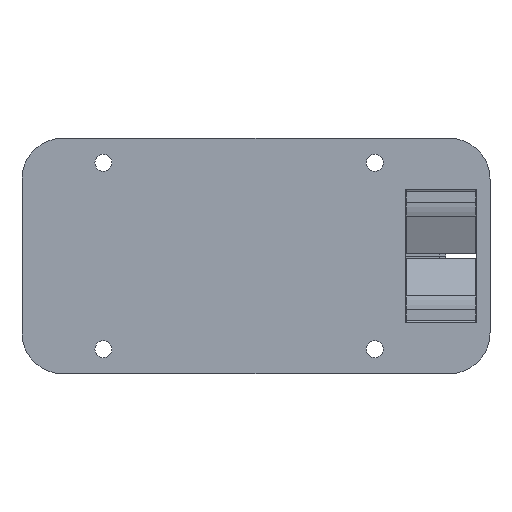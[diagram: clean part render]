
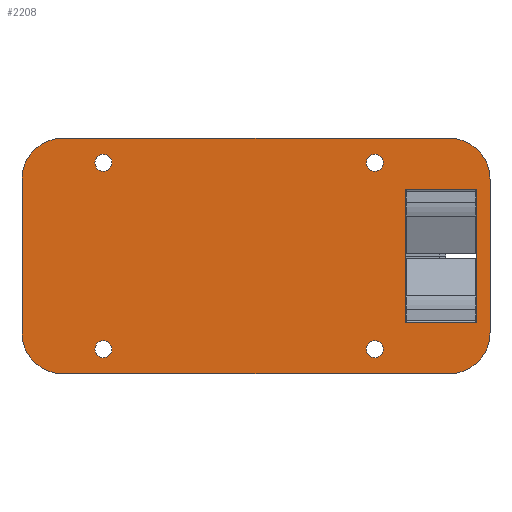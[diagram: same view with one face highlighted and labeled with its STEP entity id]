
A CAD part, front view. The second image highlights one B-rep face of the part: STEP entity #2208.
In plain terms, the highlighted planar face has unit normal (0, -1, 0).
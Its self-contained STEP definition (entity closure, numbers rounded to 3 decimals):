
#19=FACE_BOUND('',#336,.T.);
#20=FACE_BOUND('',#337,.T.);
#21=FACE_BOUND('',#338,.T.);
#22=FACE_BOUND('',#339,.T.);
#23=FACE_BOUND('',#340,.T.);
#120=PLANE('',#2366);
#219=FACE_OUTER_BOUND('',#335,.T.);
#335=EDGE_LOOP('',(#1917,#1918,#1919,#1920,#1921,#1922,#1923,#1924));
#336=EDGE_LOOP('',(#1925,#1926,#1927,#1928,#1929,#1930,#1931,#1932));
#337=EDGE_LOOP('',(#1933));
#338=EDGE_LOOP('',(#1934));
#339=EDGE_LOOP('',(#1935));
#340=EDGE_LOOP('',(#1936));
#429=LINE('',#3457,#675);
#436=LINE('',#3472,#682);
#458=LINE('',#3530,#704);
#475=LINE('',#3566,#721);
#476=LINE('',#3568,#722);
#548=LINE('',#3729,#794);
#549=LINE('',#3732,#795);
#551=LINE('',#3735,#797);
#558=LINE('',#3763,#804);
#569=LINE('',#3802,#815);
#570=LINE('',#3804,#816);
#571=LINE('',#3807,#817);
#675=VECTOR('',#2530,10.);
#682=VECTOR('',#2539,10.);
#704=VECTOR('',#2581,10.);
#721=VECTOR('',#2620,10.);
#722=VECTOR('',#2623,10.);
#794=VECTOR('',#2789,10.);
#795=VECTOR('',#2792,10.);
#797=VECTOR('',#2796,10.);
#804=VECTOR('',#2821,10.);
#815=VECTOR('',#2858,10.);
#816=VECTOR('',#2859,10.);
#817=VECTOR('',#2862,10.);
#897=CIRCLE('',#2346,12.);
#903=CIRCLE('',#2358,12.);
#907=CIRCLE('',#2365,12.);
#908=CIRCLE('',#2367,12.);
#909=CIRCLE('',#2368,2.5);
#910=CIRCLE('',#2369,2.5);
#911=CIRCLE('',#2370,2.5);
#912=CIRCLE('',#2371,2.5);
#1006=VERTEX_POINT('',#3454);
#1007=VERTEX_POINT('',#3456);
#1013=VERTEX_POINT('',#3469);
#1014=VERTEX_POINT('',#3471);
#1038=VERTEX_POINT('',#3526);
#1040=VERTEX_POINT('',#3529);
#1048=VERTEX_POINT('',#3564);
#1091=VERTEX_POINT('',#3731);
#1092=VERTEX_POINT('',#3737);
#1093=VERTEX_POINT('',#3738);
#1103=VERTEX_POINT('',#3762);
#1110=VERTEX_POINT('',#3778);
#1117=VERTEX_POINT('',#3796);
#1118=VERTEX_POINT('',#3797);
#1119=VERTEX_POINT('',#3803);
#1120=VERTEX_POINT('',#3805);
#1121=VERTEX_POINT('',#3808);
#1122=VERTEX_POINT('',#3810);
#1123=VERTEX_POINT('',#3812);
#1124=VERTEX_POINT('',#3814);
#1234=EDGE_CURVE('',#1007,#1006,#429,.T.);
#1241=EDGE_CURVE('',#1014,#1013,#436,.T.);
#1268=EDGE_CURVE('',#1040,#1038,#458,.T.);
#1287=EDGE_CURVE('',#1006,#1048,#475,.T.);
#1288=EDGE_CURVE('',#1038,#1014,#476,.T.);
#1372=EDGE_CURVE('',#1013,#1007,#548,.T.);
#1373=EDGE_CURVE('',#1091,#1040,#549,.T.);
#1375=EDGE_CURVE('',#1048,#1091,#551,.T.);
#1376=EDGE_CURVE('',#1092,#1093,#897,.T.);
#1388=EDGE_CURVE('',#1093,#1103,#558,.T.);
#1396=EDGE_CURVE('',#1103,#1110,#903,.T.);
#1405=EDGE_CURVE('',#1117,#1118,#907,.T.);
#1408=EDGE_CURVE('',#1118,#1092,#569,.T.);
#1409=EDGE_CURVE('',#1119,#1117,#570,.T.);
#1410=EDGE_CURVE('',#1120,#1119,#908,.T.);
#1411=EDGE_CURVE('',#1120,#1110,#571,.T.);
#1412=EDGE_CURVE('',#1121,#1121,#909,.T.);
#1413=EDGE_CURVE('',#1122,#1122,#910,.T.);
#1414=EDGE_CURVE('',#1123,#1123,#911,.T.);
#1415=EDGE_CURVE('',#1124,#1124,#912,.T.);
#1917=ORIENTED_EDGE('',*,*,#1376,.F.);
#1918=ORIENTED_EDGE('',*,*,#1408,.F.);
#1919=ORIENTED_EDGE('',*,*,#1405,.F.);
#1920=ORIENTED_EDGE('',*,*,#1409,.F.);
#1921=ORIENTED_EDGE('',*,*,#1410,.F.);
#1922=ORIENTED_EDGE('',*,*,#1411,.T.);
#1923=ORIENTED_EDGE('',*,*,#1396,.F.);
#1924=ORIENTED_EDGE('',*,*,#1388,.F.);
#1925=ORIENTED_EDGE('',*,*,#1288,.T.);
#1926=ORIENTED_EDGE('',*,*,#1241,.T.);
#1927=ORIENTED_EDGE('',*,*,#1372,.T.);
#1928=ORIENTED_EDGE('',*,*,#1234,.T.);
#1929=ORIENTED_EDGE('',*,*,#1287,.T.);
#1930=ORIENTED_EDGE('',*,*,#1375,.T.);
#1931=ORIENTED_EDGE('',*,*,#1373,.T.);
#1932=ORIENTED_EDGE('',*,*,#1268,.T.);
#1933=ORIENTED_EDGE('',*,*,#1412,.T.);
#1934=ORIENTED_EDGE('',*,*,#1413,.T.);
#1935=ORIENTED_EDGE('',*,*,#1414,.T.);
#1936=ORIENTED_EDGE('',*,*,#1415,.T.);
#2208=ADVANCED_FACE('',(#219,#19,#20,#21,#22,#23),#120,.T.);
#2346=AXIS2_PLACEMENT_3D('',#3739,#2799,#2800);
#2358=AXIS2_PLACEMENT_3D('',#3779,#2834,#2835);
#2365=AXIS2_PLACEMENT_3D('',#3798,#2852,#2853);
#2366=AXIS2_PLACEMENT_3D('',#3801,#2856,#2857);
#2367=AXIS2_PLACEMENT_3D('',#3806,#2860,#2861);
#2368=AXIS2_PLACEMENT_3D('',#3809,#2863,#2864);
#2369=AXIS2_PLACEMENT_3D('',#3811,#2865,#2866);
#2370=AXIS2_PLACEMENT_3D('',#3813,#2867,#2868);
#2371=AXIS2_PLACEMENT_3D('',#3815,#2869,#2870);
#2530=DIRECTION('',(1.,0.,0.));
#2539=DIRECTION('',(-1.,0.,0.));
#2581=DIRECTION('',(-1.,0.,0.));
#2620=DIRECTION('',(1.,0.,0.));
#2623=DIRECTION('',(-1.,0.,0.));
#2789=DIRECTION('',(0.,0.,1.));
#2792=DIRECTION('',(0.,0.,-1.));
#2796=DIRECTION('',(1.,0.,0.));
#2799=DIRECTION('center_axis',(0.,1.,0.));
#2800=DIRECTION('ref_axis',(-0.707,0.,-0.707));
#2821=DIRECTION('',(0.,0.,1.));
#2834=DIRECTION('center_axis',(0.,1.,0.));
#2835=DIRECTION('ref_axis',(-0.707,0.,0.707));
#2852=DIRECTION('center_axis',(0.,1.,0.));
#2853=DIRECTION('ref_axis',(0.707,0.,0.707));
#2856=DIRECTION('center_axis',(0.,-1.,0.));
#2857=DIRECTION('ref_axis',(0.,0.,1.));
#2858=DIRECTION('',(-1.,0.,0.));
#2859=DIRECTION('',(0.,0.,-1.));
#2860=DIRECTION('center_axis',(0.,1.,0.));
#2861=DIRECTION('ref_axis',(0.707,0.,0.707));
#2862=DIRECTION('',(-1.,0.,0.));
#2863=DIRECTION('center_axis',(0.,1.,0.));
#2864=DIRECTION('ref_axis',(0.,0.,-1.));
#2865=DIRECTION('center_axis',(0.,1.,0.));
#2866=DIRECTION('ref_axis',(0.,0.,-1.));
#2867=DIRECTION('center_axis',(0.,1.,0.));
#2868=DIRECTION('ref_axis',(0.,0.,-1.));
#2869=DIRECTION('center_axis',(0.,1.,0.));
#2870=DIRECTION('ref_axis',(0.,0.,-1.));
#3454=CARTESIAN_POINT('',(-24.7,-7.5,19.7));
#3456=CARTESIAN_POINT('',(-25.,-7.5,19.7));
#3457=CARTESIAN_POINT('',(-12.5,-7.5,19.7));
#3469=CARTESIAN_POINT('',(-25.,-7.5,-19.7));
#3471=CARTESIAN_POINT('',(-24.7,-7.5,-19.7));
#3472=CARTESIAN_POINT('',(-12.35,-7.5,-19.7));
#3526=CARTESIAN_POINT('',(-4.2,-7.5,-19.7));
#3529=CARTESIAN_POINT('',(-3.9,-7.5,-19.7));
#3530=CARTESIAN_POINT('',(-1.95,-7.5,-19.7));
#3564=CARTESIAN_POINT('',(-4.2,-7.5,19.7));
#3566=CARTESIAN_POINT('',(-2.1,-7.5,19.7));
#3568=CARTESIAN_POINT('',(-2.1,-7.5,-19.7));
#3729=CARTESIAN_POINT('',(-25.,-7.5,-27.2));
#3731=CARTESIAN_POINT('',(-3.9,-7.5,19.7));
#3732=CARTESIAN_POINT('',(-3.9,-7.5,-7.5));
#3735=CARTESIAN_POINT('',(-2.1,-7.5,19.7));
#3737=CARTESIAN_POINT('',(-126.,-7.5,-34.7));
#3738=CARTESIAN_POINT('',(-138.,-7.5,-22.7));
#3739=CARTESIAN_POINT('Origin',(-126.,-7.5,-22.7));
#3762=CARTESIAN_POINT('',(-138.,-7.5,22.7));
#3763=CARTESIAN_POINT('',(-138.,-7.5,-17.35));
#3778=CARTESIAN_POINT('',(-126.,-7.5,34.7));
#3779=CARTESIAN_POINT('Origin',(-126.,-7.5,22.7));
#3796=CARTESIAN_POINT('',(0.,-7.5,-22.7));
#3797=CARTESIAN_POINT('',(-12.,-7.5,-34.7));
#3798=CARTESIAN_POINT('Origin',(-12.,-7.5,-22.7));
#3801=CARTESIAN_POINT('Origin',(0.,-7.5,-34.7));
#3802=CARTESIAN_POINT('',(0.,-7.5,-34.7));
#3803=CARTESIAN_POINT('',(0.,-7.5,22.7));
#3804=CARTESIAN_POINT('',(0.,-7.5,34.7));
#3805=CARTESIAN_POINT('',(-12.,-7.5,34.7));
#3806=CARTESIAN_POINT('Origin',(-12.,-7.5,22.7));
#3807=CARTESIAN_POINT('',(0.,-7.5,34.7));
#3808=CARTESIAN_POINT('',(-34.,-7.5,-25.));
#3809=CARTESIAN_POINT('Origin',(-34.,-7.5,-27.5));
#3810=CARTESIAN_POINT('',(-114.,-7.5,-25.));
#3811=CARTESIAN_POINT('Origin',(-114.,-7.5,-27.5));
#3812=CARTESIAN_POINT('',(-34.,-7.5,30.));
#3813=CARTESIAN_POINT('Origin',(-34.,-7.5,27.5));
#3814=CARTESIAN_POINT('',(-114.,-7.5,30.));
#3815=CARTESIAN_POINT('Origin',(-114.,-7.5,27.5));
